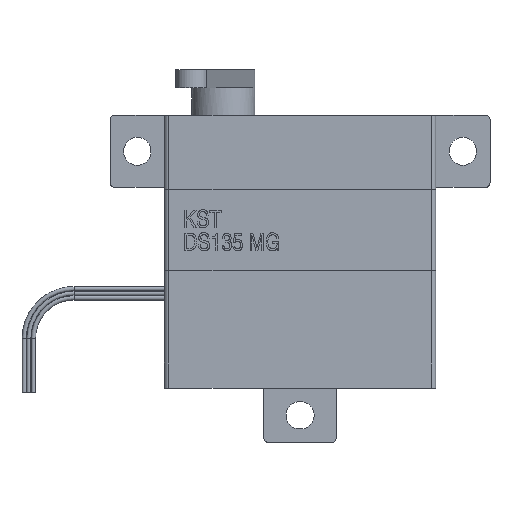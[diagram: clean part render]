
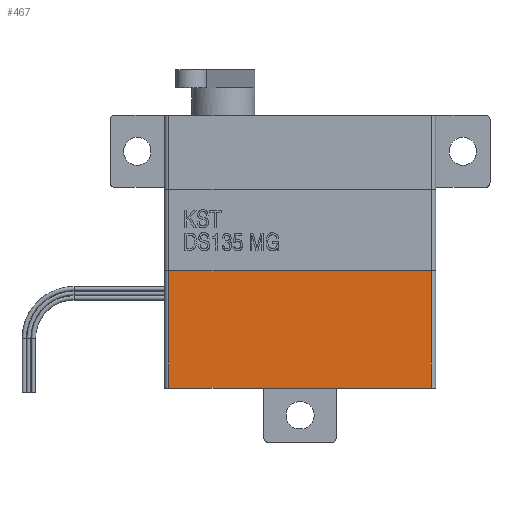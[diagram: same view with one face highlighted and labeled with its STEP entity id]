
A CAD part, top view. The second image highlights one B-rep face of the part: STEP entity #467.
In plain terms, the highlighted planar face has unit normal (0, 0, 1).
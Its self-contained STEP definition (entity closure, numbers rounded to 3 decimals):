
#467 = ADVANCED_FACE( '', ( #1123 ), #1124, .T. );
#1123 = FACE_OUTER_BOUND( '', #1980, .T. );
#1124 = PLANE( '', #1981 );
#1980 = EDGE_LOOP( '', ( #3798, #3799, #3800, #3801 ) );
#1981 = AXIS2_PLACEMENT_3D( '', #3802, #3803, #3804 );
#3798 = ORIENTED_EDGE( '', *, *, #6543, .T. );
#3799 = ORIENTED_EDGE( '', *, *, #6544, .T. );
#3800 = ORIENTED_EDGE( '', *, *, #6545, .F. );
#3801 = ORIENTED_EDGE( '', *, *, #6546, .T. );
#3802 = CARTESIAN_POINT( '', ( -15., -15.1, 5. ) );
#3803 = DIRECTION( '', ( 0., 0., 1. ) );
#3804 = DIRECTION( '', ( 1., 0., 0. ) );
#6543 = EDGE_CURVE( '', #7851, #7852, #7853, .T. );
#6544 = EDGE_CURVE( '', #7852, #7854, #7855, .T. );
#6545 = EDGE_CURVE( '', #7856, #7854, #7857, .T. );
#6546 = EDGE_CURVE( '', #7856, #7851, #7858, .T. );
#7851 = VERTEX_POINT( '', #11147 );
#7852 = VERTEX_POINT( '', #11148 );
#7853 = LINE( '', #11149, #11150 );
#7854 = VERTEX_POINT( '', #11151 );
#7855 = LINE( '', #11152, #11153 );
#7856 = VERTEX_POINT( '', #11154 );
#7857 = LINE( '', #11155, #11156 );
#7858 = LINE( '', #11157, #11158 );
#11147 = CARTESIAN_POINT( '', ( -14.5, -15.1, 5. ) );
#11148 = CARTESIAN_POINT( '', ( 14.5, -15.1, 5. ) );
#11149 = CARTESIAN_POINT( '', ( -15., -15.1, 5. ) );
#11150 = VECTOR( '', #13185, 1000. );
#11151 = CARTESIAN_POINT( '', ( 14.5, -2.1, 5. ) );
#11152 = CARTESIAN_POINT( '', ( 14.5, -2.1, 5. ) );
#11153 = VECTOR( '', #13186, 1000. );
#11154 = CARTESIAN_POINT( '', ( -14.5, -2.1, 5. ) );
#11155 = CARTESIAN_POINT( '', ( -15., -2.1, 5. ) );
#11156 = VECTOR( '', #13187, 1000. );
#11157 = CARTESIAN_POINT( '', ( -14.5, -15.1, 5. ) );
#11158 = VECTOR( '', #13188, 1000. );
#13185 = DIRECTION( '', ( 1., 0., 0. ) );
#13186 = DIRECTION( '', ( 0., 1., 0. ) );
#13187 = DIRECTION( '', ( 1., 0., 0. ) );
#13188 = DIRECTION( '', ( 0., -1., 0. ) );
